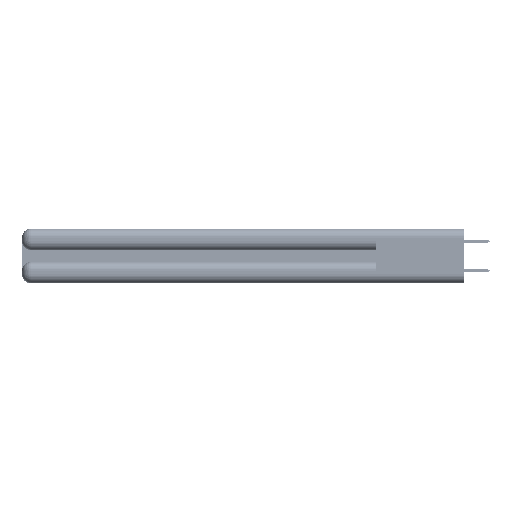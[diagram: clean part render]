
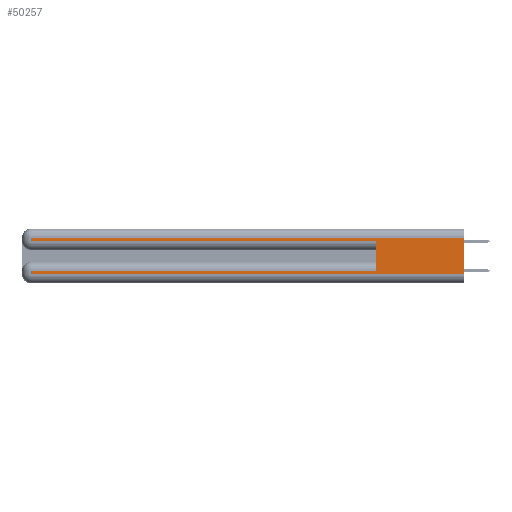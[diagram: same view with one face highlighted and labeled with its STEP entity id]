
A CAD part, left-side view. The second image highlights one B-rep face of the part: STEP entity #50257.
In plain terms, the highlighted planar face has unit normal (-1, 0, 0).
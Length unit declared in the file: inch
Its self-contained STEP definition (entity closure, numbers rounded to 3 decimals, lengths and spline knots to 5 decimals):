
#362 = CARTESIAN_POINT ( 'NONE',  ( 0., 0., 0.285 ) ) ;
#1036 = DIRECTION ( 'NONE',  ( 0., 0., -1. ) ) ;
#1424 = CARTESIAN_POINT ( 'NONE',  ( 0., 0.6, 0.085 ) ) ;
#1982 = ORIENTED_EDGE ( 'NONE', *, *, #3978, .T. ) ;
#3978 = EDGE_CURVE ( 'NONE', #29007, #24383, #44758, .T. ) ;
#4030 = ORIENTED_EDGE ( 'NONE', *, *, #18285, .T. ) ;
#4203 = CARTESIAN_POINT ( 'NONE',  ( 0., 0., 0.31 ) ) ;
#4637 = VERTEX_POINT ( 'NONE', #39816 ) ;
#4739 = ORIENTED_EDGE ( 'NONE', *, *, #33211, .F. ) ;
#5000 = EDGE_CURVE ( 'NONE', #37851, #7957, #5145, .T. ) ;
#5145 = LINE ( 'NONE', #28680, #16731 ) ;
#5304 = DIRECTION ( 'NONE',  ( 0., -1., 0. ) ) ;
#6948 = ORIENTED_EDGE ( 'NONE', *, *, #40663, .T. ) ;
#7365 = VECTOR ( 'NONE', #29053, 39.37008 ) ;
#7957 = VERTEX_POINT ( 'NONE', #11188 ) ;
#8688 = AXIS2_PLACEMENT_3D ( 'NONE', #9736, #18508, #48999 ) ;
#9586 = FACE_OUTER_BOUND ( 'NONE', #33155, .T. ) ;
#9736 = CARTESIAN_POINT ( 'NONE',  ( 0., 0., 0.37 ) ) ;
#11188 = CARTESIAN_POINT ( 'NONE',  ( 0., 2.94, 0.085 ) ) ;
#12675 = VECTOR ( 'NONE', #5304, 39.37008 ) ;
#14305 = CARTESIAN_POINT ( 'NONE',  ( 0., 0., 0.06 ) ) ;
#16105 = VECTOR ( 'NONE', #17092, 39.37008 ) ;
#16731 = VECTOR ( 'NONE', #54749, 39.37008 ) ;
#17092 = DIRECTION ( 'NONE',  ( 0., 0., 1. ) ) ;
#18285 = EDGE_CURVE ( 'NONE', #7957, #4637, #36113, .T. ) ;
#18286 = CARTESIAN_POINT ( 'NONE',  ( 0., 0., 0.06 ) ) ;
#18508 = DIRECTION ( 'NONE',  ( 1., 0., 0. ) ) ;
#20402 = VECTOR ( 'NONE', #45866, 39.37008 ) ;
#24383 = VERTEX_POINT ( 'NONE', #29317 ) ;
#24478 = VECTOR ( 'NONE', #1036, 39.37008 ) ;
#25322 = LINE ( 'NONE', #56273, #35569 ) ;
#25815 = DIRECTION ( 'NONE',  ( 0., 1., 0. ) ) ;
#27728 = LINE ( 'NONE', #30082, #16105 ) ;
#28680 = CARTESIAN_POINT ( 'NONE',  ( 0., 0., 0.085 ) ) ;
#29007 = VERTEX_POINT ( 'NONE', #29832 ) ;
#29053 = DIRECTION ( 'NONE',  ( 0., 0., -1. ) ) ;
#29317 = CARTESIAN_POINT ( 'NONE',  ( 0., 0.6, 0.285 ) ) ;
#29832 = CARTESIAN_POINT ( 'NONE',  ( 0., 2.94, 0.285 ) ) ;
#29836 = VERTEX_POINT ( 'NONE', #14305 ) ;
#30082 = CARTESIAN_POINT ( 'NONE',  ( 0., 0.6, 0.145 ) ) ;
#30106 = ORIENTED_EDGE ( 'NONE', *, *, #52356, .F. ) ;
#30377 = CARTESIAN_POINT ( 'NONE',  ( 0., 2.94, 0.31 ) ) ;
#30702 = ORIENTED_EDGE ( 'NONE', *, *, #5000, .T. ) ;
#32732 = CARTESIAN_POINT ( 'NONE',  ( 0., 2.94, 0.37 ) ) ;
#33155 = EDGE_LOOP ( 'NONE', ( #4739, #6948, #41849, #1982, #30106, #30702, #4030, #33415 ) ) ;
#33211 = EDGE_CURVE ( 'NONE', #44090, #29836, #51004, .T. ) ;
#33415 = ORIENTED_EDGE ( 'NONE', *, *, #41540, .T. ) ;
#35569 = VECTOR ( 'NONE', #25815, 39.37008 ) ;
#36113 = LINE ( 'NONE', #48921, #24478 ) ;
#37851 = VERTEX_POINT ( 'NONE', #1424 ) ;
#39816 = CARTESIAN_POINT ( 'NONE',  ( 0., 2.94, 0.06 ) ) ;
#40663 = EDGE_CURVE ( 'NONE', #44090, #46008, #25322, .T. ) ;
#41540 = EDGE_CURVE ( 'NONE', #4637, #29836, #46092, .T. ) ;
#41849 = ORIENTED_EDGE ( 'NONE', *, *, #50944, .T. ) ;
#43370 = VECTOR ( 'NONE', #52613, 39.37008 ) ;
#44090 = VERTEX_POINT ( 'NONE', #4203 ) ;
#44637 = PLANE ( 'NONE',  #8688 ) ;
#44758 = LINE ( 'NONE', #362, #43370 ) ;
#45866 = DIRECTION ( 'NONE',  ( 0., 0., -1. ) ) ;
#46008 = VERTEX_POINT ( 'NONE', #30377 ) ;
#46092 = LINE ( 'NONE', #18286, #12675 ) ;
#48921 = CARTESIAN_POINT ( 'NONE',  ( 0., 2.94, 0.37 ) ) ;
#48999 = DIRECTION ( 'NONE',  ( 0., 0., -1. ) ) ;
#50257 = ADVANCED_FACE ( 'NONE', ( #9586 ), #44637, .F. ) ;
#50944 = EDGE_CURVE ( 'NONE', #46008, #29007, #53782, .T. ) ;
#51004 = LINE ( 'NONE', #55113, #7365 ) ;
#52356 = EDGE_CURVE ( 'NONE', #37851, #24383, #27728, .T. ) ;
#52613 = DIRECTION ( 'NONE',  ( 0., -1., 0. ) ) ;
#53782 = LINE ( 'NONE', #32732, #20402 ) ;
#54749 = DIRECTION ( 'NONE',  ( 0., 1., 0. ) ) ;
#55113 = CARTESIAN_POINT ( 'NONE',  ( 0., 0., 0.37 ) ) ;
#56273 = CARTESIAN_POINT ( 'NONE',  ( 0., 0., 0.31 ) ) ;
